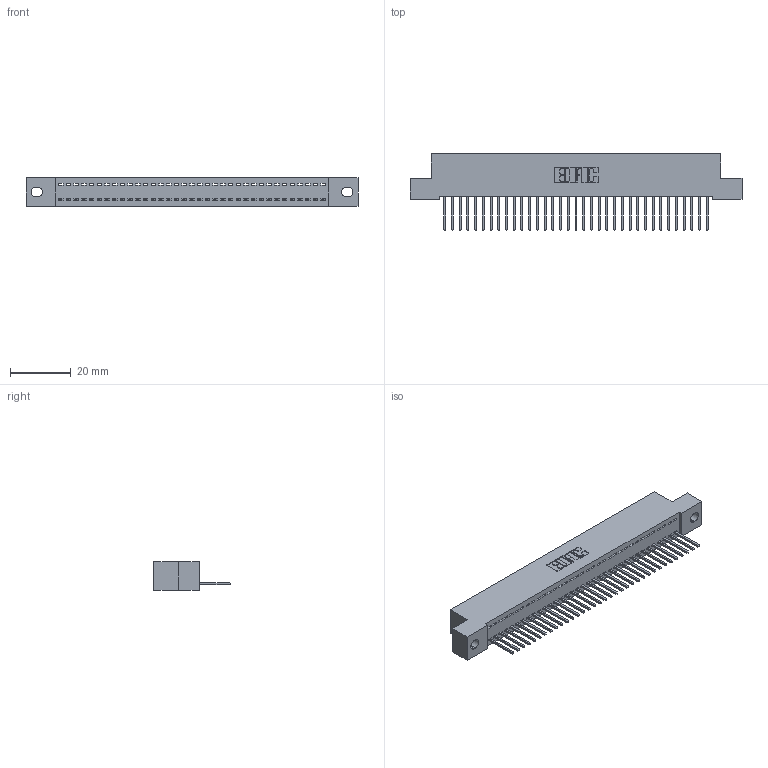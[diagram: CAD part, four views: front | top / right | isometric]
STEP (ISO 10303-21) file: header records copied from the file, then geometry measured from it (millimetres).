
FILE_DESCRIPTION (( 'STEP AP203' ), '1' );
FILE_NAME ('392-035-523-102.STEP', '2019-10-07T16:30:30', ( '' ), ( '' ), 'SwSTEP 2.0', 'SolidWorks 2016', '' );
FILE_SCHEMA (( 'CONFIG_CONTROL_DESIGN' ));
Length unit declared in the file: inch
Products named in the file (3): 345-292-001_345-293-123; 392-035-523-102; 342 Part_.128 Slot
Assembly tree (36 placements, depth 2):
  392-035-523-102
    342 Part_.128 Slot
    345-292-001_345-293-123  x35
Bounding box: 109.22 x 25.15 x 9.4 mm (x, y, z)
Volume: 9484.9 mm3; surface area: 13590.5 mm2
Topology: 36 solids, 36 shells, 2144 faces, 6471 edges, 4266 vertices
Faces by surface type: plane 1540, cylinder 604
Entity records: 22323 total; most frequent: CARTESIAN_POINT 3859, ORIENTED_EDGE 3830, DIRECTION 3269, EDGE_CURVE 1915, LINE 1787, VECTOR 1787, VERTEX_POINT 1274, AXIS2_PLACEMENT_3D 741
